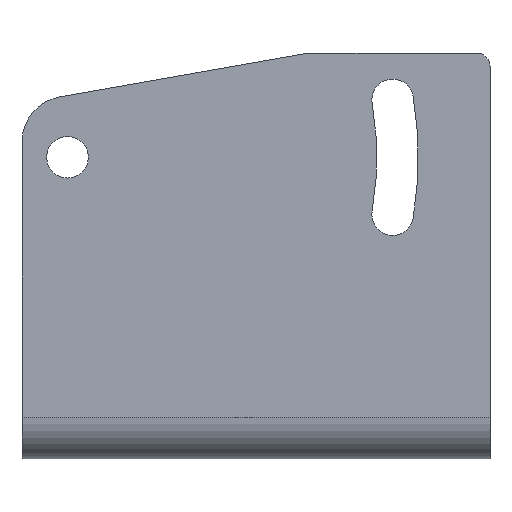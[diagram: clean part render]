
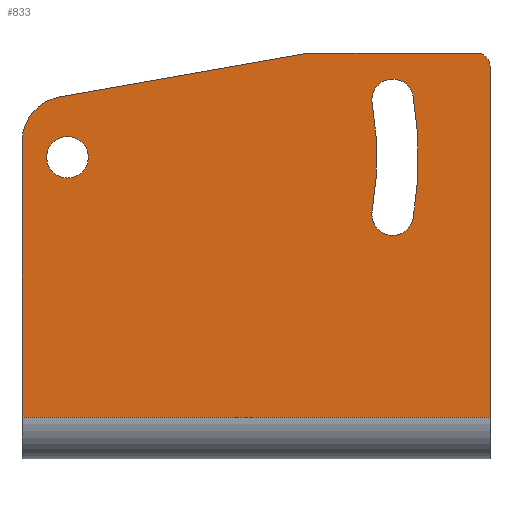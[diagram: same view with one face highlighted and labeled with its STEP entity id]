
A CAD part, left-side view. The second image highlights one B-rep face of the part: STEP entity #833.
In plain terms, the highlighted planar face has unit normal (-1, 0, 0).
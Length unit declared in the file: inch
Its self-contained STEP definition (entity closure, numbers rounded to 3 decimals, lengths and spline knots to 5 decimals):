
#86=DIRECTION('',(0.,-1.,0.));
#87=VECTOR('',#86,1.41732);
#88=CARTESIAN_POINT('',(-0.04724,0.70866,
-0.48819));
#89=LINE('',#88,#87);
#261=CARTESIAN_POINT('',(-0.04724,0.57087,
0.34583));
#262=DIRECTION('',(-1.,0.,0.));
#263=DIRECTION('',(0.,0.174,0.985));
#264=AXIS2_PLACEMENT_3D('',#261,#262,#263);
#266=DIRECTION('',(0.,-0.985,0.174));
#267=VECTOR('',#266,0.76388);
#268=CARTESIAN_POINT('',(-0.04724,0.59479,
0.48153));
#269=LINE('',#268,#267);
#270=DIRECTION('',(0.,-1.,0.));
#271=VECTOR('',#270,0.51181);
#272=CARTESIAN_POINT('',(-0.04724,-0.15748,
0.61417));
#273=LINE('',#272,#271);
#274=CARTESIAN_POINT('',(-0.04724,-0.66929,
0.5748));
#275=DIRECTION('',(-1.,0.,0.));
#276=DIRECTION('',(0.,-1.,0.));
#277=AXIS2_PLACEMENT_3D('',#274,#275,#276);
#279=DIRECTION('',(0.,0.,-1.));
#280=VECTOR('',#279,1.06299);
#281=CARTESIAN_POINT('',(-0.04724,-0.70866,
0.5748));
#282=LINE('',#281,#280);
#283=DIRECTION('',(0.,0.,1.));
#284=VECTOR('',#283,0.83401);
#285=CARTESIAN_POINT('',(-0.04724,0.70866,
-0.48819));
#286=LINE('',#285,#284);
#287=CARTESIAN_POINT('',(-0.04724,0.57087,
0.29921));
#288=DIRECTION('',(1.,0.,0.));
#289=DIRECTION('',(0.,-0.985,0.174));
#290=AXIS2_PLACEMENT_3D('',#287,#288,#289);
#292=CARTESIAN_POINT('',(-0.04724,-0.41394,
0.12556));
#293=DIRECTION('',(1.,0.,0.));
#294=DIRECTION('',(0.,-0.985,-0.174));
#295=AXIS2_PLACEMENT_3D('',#292,#293,#294);
#297=CARTESIAN_POINT('',(-0.04724,0.57087,
0.29921));
#298=DIRECTION('',(1.,0.,0.));
#299=DIRECTION('',(0.,-0.985,0.174));
#300=AXIS2_PLACEMENT_3D('',#297,#298,#299);
#302=CARTESIAN_POINT('',(-0.04724,-0.41394,
0.47286));
#303=DIRECTION('',(1.,0.,0.));
#304=DIRECTION('',(0.,0.985,-0.174));
#305=AXIS2_PLACEMENT_3D('',#302,#303,#304);
#307=CARTESIAN_POINT('',(-0.04724,0.57087,
0.29921));
#308=DIRECTION('',(1.,0.,0.));
#309=DIRECTION('',(0.,0.,1.));
#310=AXIS2_PLACEMENT_3D('',#307,#308,#309);
#312=CARTESIAN_POINT('',(-0.04724,0.57087,
0.29921));
#313=DIRECTION('',(1.,0.,0.));
#314=DIRECTION('',(0.,0.,-1.));
#315=AXIS2_PLACEMENT_3D('',#312,#313,#314);
#377=CARTESIAN_POINT('',(-0.04724,0.70866,
-0.48819));
#378=VERTEX_POINT('',#377);
#379=CARTESIAN_POINT('',(-0.04724,-0.70866,
-0.48819));
#380=VERTEX_POINT('',#379);
#390=CARTESIAN_POINT('',(-0.04724,-0.15748,
0.61417));
#392=VERTEX_POINT('',#390);
#413=CARTESIAN_POINT('',(-0.04724,0.59479,
0.48153));
#414=VERTEX_POINT('',#413);
#415=CARTESIAN_POINT('',(-0.04724,0.70866,
0.34583));
#416=VERTEX_POINT('',#415);
#421=CARTESIAN_POINT('',(-0.04724,-0.70866,
0.5748));
#422=VERTEX_POINT('',#421);
#423=CARTESIAN_POINT('',(-0.04724,-0.66929,
0.61417));
#424=VERTEX_POINT('',#423);
#469=CARTESIAN_POINT('',(-0.04724,0.57087,
0.3622));
#470=CARTESIAN_POINT('',(-0.04724,0.57087,
0.23622));
#471=VERTEX_POINT('',#469);
#472=VERTEX_POINT('',#470);
#473=CARTESIAN_POINT('',(-0.04724,-0.35191,
0.46192));
#474=CARTESIAN_POINT('',(-0.04724,-0.35191,
0.1365));
#475=VERTEX_POINT('',#473);
#476=VERTEX_POINT('',#474);
#477=CARTESIAN_POINT('',(-0.04724,-0.47598,
0.11463));
#478=VERTEX_POINT('',#477);
#479=CARTESIAN_POINT('',(-0.04724,-0.47598,
0.4838));
#480=VERTEX_POINT('',#479);
#803=CARTESIAN_POINT('',(-0.04724,0.,0.));
#804=DIRECTION('',(1.,0.,0.));
#805=DIRECTION('',(0.,0.,-1.));
#806=AXIS2_PLACEMENT_3D('',#803,#804,#805);
#807=PLANE('',#806);
#808=ORIENTED_EDGE('',*,*,#527,.F.);
#809=ORIENTED_EDGE('',*,*,#543,.T.);
#810=ORIENTED_EDGE('',*,*,#555,.T.);
#811=ORIENTED_EDGE('',*,*,#570,.F.);
#812=ORIENTED_EDGE('',*,*,#585,.T.);
#813=ORIENTED_EDGE('',*,*,#614,.F.);
#814=ORIENTED_EDGE('',*,*,#796,.T.);
#815=EDGE_LOOP('',(#808,#809,#810,#811,#812,#813,#814));
#816=FACE_OUTER_BOUND('',#815,.F.);
#818=ORIENTED_EDGE('',*,*,#817,.T.);
#820=ORIENTED_EDGE('',*,*,#819,.F.);
#822=ORIENTED_EDGE('',*,*,#821,.F.);
#824=ORIENTED_EDGE('',*,*,#823,.F.);
#825=EDGE_LOOP('',(#818,#820,#822,#824));
#826=FACE_BOUND('',#825,.F.);
#828=ORIENTED_EDGE('',*,*,#827,.F.);
#830=ORIENTED_EDGE('',*,*,#829,.F.);
#831=EDGE_LOOP('',(#828,#830));
#832=FACE_BOUND('',#831,.F.);
#833=ADVANCED_FACE('',(#816,#826,#832),#807,.F.);
#265=CIRCLE('',#264,0.1378);
#278=CIRCLE('',#277,0.03937);
#291=CIRCLE('',#290,0.93701);
#296=CIRCLE('',#295,0.06299);
#301=CIRCLE('',#300,1.06299);
#306=CIRCLE('',#305,0.06299);
#311=CIRCLE('',#310,0.06299);
#316=CIRCLE('',#315,0.06299);
#527=EDGE_CURVE('',#414,#416,#265,.T.);
#543=EDGE_CURVE('',#414,#392,#269,.T.);
#555=EDGE_CURVE('',#392,#424,#273,.T.);
#570=EDGE_CURVE('',#422,#424,#278,.T.);
#585=EDGE_CURVE('',#422,#380,#282,.T.);
#614=EDGE_CURVE('',#378,#380,#89,.T.);
#796=EDGE_CURVE('',#378,#416,#286,.T.);
#817=EDGE_CURVE('',#475,#476,#291,.T.);
#819=EDGE_CURVE('',#478,#476,#296,.T.);
#821=EDGE_CURVE('',#480,#478,#301,.T.);
#823=EDGE_CURVE('',#475,#480,#306,.T.);
#827=EDGE_CURVE('',#471,#472,#311,.T.);
#829=EDGE_CURVE('',#472,#471,#316,.T.);
